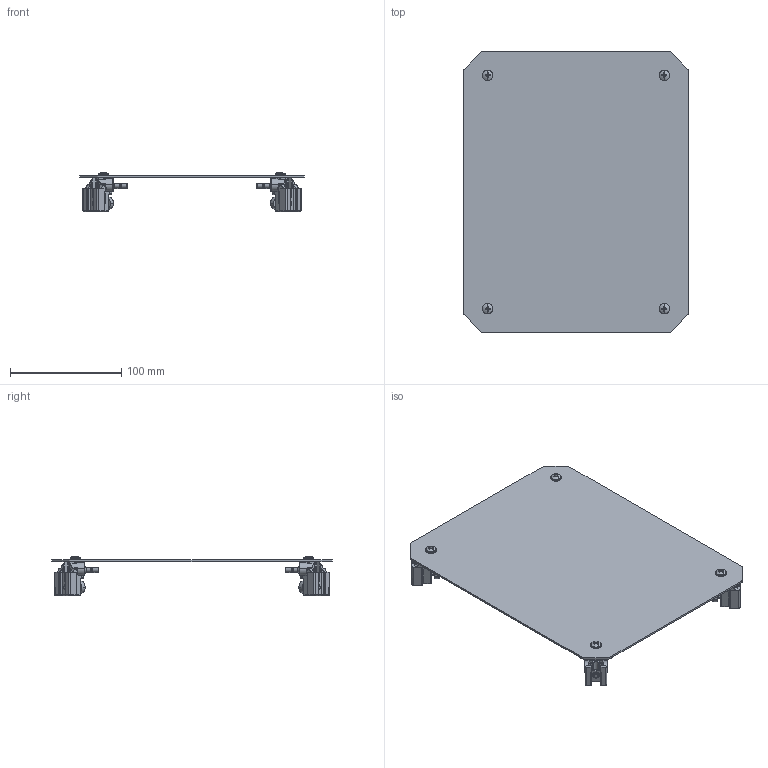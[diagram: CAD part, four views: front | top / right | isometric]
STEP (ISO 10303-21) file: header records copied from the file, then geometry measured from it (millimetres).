
FILE_DESCRIPTION((''),'2;1');
FILE_NAME('AFPK108-IMP_ASM','2017-01-10T',('wtidwell'),(''),'CREO PARAMETRIC BY PTC INC, 2016050','CREO PARAMETRIC BY PTC INC, 2016050','');
FILE_SCHEMA(('CONFIG_CONTROL_DESIGN'));
Length unit declared in the file: inch
Products named in the file (7): AFP108-IMP; 9912511-20-50; 9912525-80-10; 9912511-20-50_ASM; 9912518-82-10; 9912671-87-10; AFPK108-IMP_ASM
Assembly tree (16 placements, depth 3):
  AFPK108-IMP_ASM
    AFP108-IMP
    9912511-20-50_ASM  x4
      9912511-20-50
      9912525-80-10
    9912518-82-10  x4
    9912671-87-10  x4
Bounding box: 201.42 x 252.22 x 35.39 mm (x, y, z)
Volume: 118244.8 mm3; surface area: 126403.1 mm2
Topology: 21 solids, 21 shells, 1746 faces, 4232 edges, 2616 vertices
Faces by surface type: cylinder 852, plane 378, bspline 276, torus 116, cone 92, sphere 32
Entity records: 21416 total; most frequent: CARTESIAN_POINT 11768, ORIENTED_EDGE 2108, DIRECTION 1799, EDGE_CURVE 1054, AXIS2_PLACEMENT_3D 712, VERTEX_POINT 652, EDGE_LOOP 454, FACE_OUTER_BOUND 427
